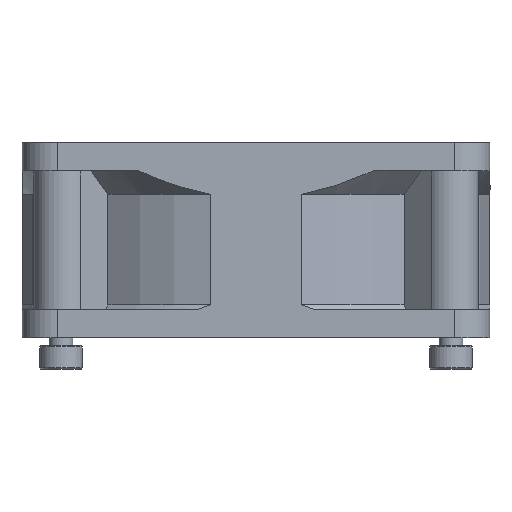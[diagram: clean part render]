
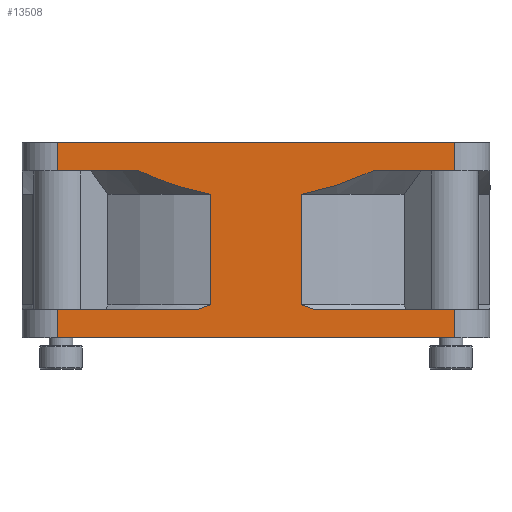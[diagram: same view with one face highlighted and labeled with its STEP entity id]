
A CAD part, front view. The second image highlights one B-rep face of the part: STEP entity #13508.
In plain terms, the highlighted planar face has unit normal (0, -1, 0).
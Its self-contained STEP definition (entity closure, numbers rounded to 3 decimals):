
#75=(
BOUNDED_CURVE()
B_SPLINE_CURVE(2,(#27887,#27888,#27889),.UNSPECIFIED.,.F.,.F.)
B_SPLINE_CURVE_WITH_KNOTS((3,3),(-1.048,-0.841),
 .UNSPECIFIED.)
CURVE()
GEOMETRIC_REPRESENTATION_ITEM()
RATIONAL_B_SPLINE_CURVE((1.056,1.053,1.049))
REPRESENTATION_ITEM('')
);
#111=(
BOUNDED_CURVE()
B_SPLINE_CURVE(2,(#29132,#29133,#29134),.UNSPECIFIED.,.F.,.F.)
B_SPLINE_CURVE_WITH_KNOTS((3,3),(0.,0.974),.UNSPECIFIED.)
CURVE()
GEOMETRIC_REPRESENTATION_ITEM()
RATIONAL_B_SPLINE_CURVE((1.,1.011,1.))
REPRESENTATION_ITEM('')
);
#115=(
BOUNDED_CURVE()
B_SPLINE_CURVE(2,(#29182,#29183,#29184),.UNSPECIFIED.,.F.,.F.)
B_SPLINE_CURVE_WITH_KNOTS((3,3),(0.,0.974),.UNSPECIFIED.)
CURVE()
GEOMETRIC_REPRESENTATION_ITEM()
RATIONAL_B_SPLINE_CURVE((1.,1.011,1.))
REPRESENTATION_ITEM('')
);
#621=LINE('',#27824,#1079);
#625=LINE('',#27846,#1083);
#628=LINE('',#27853,#1086);
#633=LINE('',#27922,#1091);
#638=LINE('',#27934,#1096);
#687=LINE('',#28136,#1145);
#688=LINE('',#28141,#1146);
#772=LINE('',#28978,#1230);
#788=LINE('',#29118,#1246);
#795=LINE('',#29175,#1253);
#803=LINE('',#29201,#1261);
#804=LINE('',#29203,#1262);
#1079=VECTOR('',#16082,1000.);
#1083=VECTOR('',#16104,1000.);
#1086=VECTOR('',#16111,1000.);
#1091=VECTOR('',#16148,1000.);
#1096=VECTOR('',#16159,1000.);
#1145=VECTOR('',#16276,1000.);
#1146=VECTOR('',#16281,1000.);
#1230=VECTOR('',#16547,1000.);
#1246=VECTOR('',#16645,10.);
#1253=VECTOR('',#16706,10.);
#1261=VECTOR('',#16734,1000.);
#1262=VECTOR('',#16737,10.);
#1855=PLANE('',#14621);
#2201=FACE_OUTER_BOUND('',#3013,.T.);
#3013=EDGE_LOOP('',(#10457,#10458,#10459,#10460,#10461,#10462,#10463,#10464,
#10465,#10466,#10467,#10468,#10469,#10470,#10471,#10472));
#4501=B_SPLINE_CURVE_WITH_KNOTS('',3,(#27967,#27968,#27969,#27970,#27971,
#27972,#27973),.UNSPECIFIED.,.F.,.F.,(4,3,4),(0.046,0.047,
0.048),.UNSPECIFIED.);
#5472=VERTEX_POINT('',#27821);
#5473=VERTEX_POINT('',#27823);
#5481=VERTEX_POINT('',#27843);
#5484=VERTEX_POINT('',#27850);
#5491=VERTEX_POINT('',#27878);
#5494=VERTEX_POINT('',#27885);
#5506=VERTEX_POINT('',#27926);
#5520=VERTEX_POINT('',#27962);
#5569=VERTEX_POINT('',#28133);
#5570=VERTEX_POINT('',#28135);
#5571=VERTEX_POINT('',#28139);
#5572=VERTEX_POINT('',#28140);
#5712=VERTEX_POINT('',#29115);
#5717=VERTEX_POINT('',#29130);
#5723=VERTEX_POINT('',#29170);
#5726=VERTEX_POINT('',#29181);
#7080=EDGE_CURVE('',#5473,#5472,#621,.T.);
#7091=EDGE_CURVE('',#5481,#5472,#625,.T.);
#7095=EDGE_CURVE('',#5484,#5473,#628,.T.);
#7106=EDGE_CURVE('',#5494,#5491,#75,.T.);
#7118=EDGE_CURVE('',#5491,#5481,#633,.T.);
#7125=EDGE_CURVE('',#5484,#5506,#638,.T.);
#7141=EDGE_CURVE('',#5506,#5520,#4501,.T.);
#7204=EDGE_CURVE('',#5570,#5569,#687,.T.);
#7206=EDGE_CURVE('',#5571,#5572,#688,.T.);
#7382=EDGE_CURVE('',#5570,#5571,#772,.T.);
#7426=EDGE_CURVE('',#5712,#5569,#788,.F.);
#7433=EDGE_CURVE('',#5717,#5712,#111,.T.);
#7451=EDGE_CURVE('',#5572,#5723,#795,.F.);
#7453=EDGE_CURVE('',#5723,#5726,#115,.T.);
#7462=EDGE_CURVE('',#5726,#5494,#803,.F.);
#7463=EDGE_CURVE('',#5520,#5717,#804,.T.);
#10457=ORIENTED_EDGE('',*,*,#7462,.F.);
#10458=ORIENTED_EDGE('',*,*,#7453,.F.);
#10459=ORIENTED_EDGE('',*,*,#7451,.F.);
#10460=ORIENTED_EDGE('',*,*,#7206,.F.);
#10461=ORIENTED_EDGE('',*,*,#7382,.F.);
#10462=ORIENTED_EDGE('',*,*,#7204,.T.);
#10463=ORIENTED_EDGE('',*,*,#7426,.F.);
#10464=ORIENTED_EDGE('',*,*,#7433,.F.);
#10465=ORIENTED_EDGE('',*,*,#7463,.F.);
#10466=ORIENTED_EDGE('',*,*,#7141,.F.);
#10467=ORIENTED_EDGE('',*,*,#7125,.F.);
#10468=ORIENTED_EDGE('',*,*,#7095,.T.);
#10469=ORIENTED_EDGE('',*,*,#7080,.T.);
#10470=ORIENTED_EDGE('',*,*,#7091,.F.);
#10471=ORIENTED_EDGE('',*,*,#7118,.F.);
#10472=ORIENTED_EDGE('',*,*,#7106,.F.);
#13508=ADVANCED_FACE('',(#2201),#1855,.F.);
#14621=AXIS2_PLACEMENT_3D('',#29202,#16735,#16736);
#16082=DIRECTION('',(1.,0.,0.));
#16104=DIRECTION('',(0.,0.,-1.));
#16111=DIRECTION('',(0.,0.,-1.));
#16148=DIRECTION('',(1.,0.,0.));
#16159=DIRECTION('',(1.,0.,0.));
#16276=DIRECTION('',(0.,0.,-1.));
#16281=DIRECTION('',(0.,0.,-1.));
#16547=DIRECTION('',(1.,0.,0.));
#16645=DIRECTION('',(1.,0.,0.));
#16706=DIRECTION('',(1.,0.,0.));
#16734=DIRECTION('',(0.,0.,1.));
#16735=DIRECTION('center_axis',(0.,1.,0.));
#16736=DIRECTION('ref_axis',(0.,0.,1.));
#16737=DIRECTION('',(0.,0.,1.));
#27821=CARTESIAN_POINT('',(30.623,-30.846,-14.649));
#27823=CARTESIAN_POINT('',(-20.377,-30.846,-14.649));
#27824=CARTESIAN_POINT('',(-20.377,-30.846,-14.649));
#27843=CARTESIAN_POINT('',(30.623,-30.846,-11.049));
#27846=CARTESIAN_POINT('',(30.623,-30.846,10.351));
#27850=CARTESIAN_POINT('',(-20.377,-30.846,-11.049));
#27853=CARTESIAN_POINT('',(-20.377,-30.846,10.351));
#27878=CARTESIAN_POINT('',(12.781,-30.846,-11.049));
#27885=CARTESIAN_POINT('',(10.894,-30.846,-10.414));
#27887=CARTESIAN_POINT('Ctrl Pts',(10.894,-30.846,-10.414));
#27888=CARTESIAN_POINT('Ctrl Pts',(11.831,-30.846,-10.687));
#27889=CARTESIAN_POINT('Ctrl Pts',(12.781,-30.846,-11.049));
#27922=CARTESIAN_POINT('',(-20.377,-30.846,-11.049));
#27926=CARTESIAN_POINT('',(-2.534,-30.846,-11.049));
#27934=CARTESIAN_POINT('',(-20.377,-30.846,-11.049));
#27962=CARTESIAN_POINT('',(-0.647,-30.846,-10.414));
#27967=CARTESIAN_POINT('Ctrl Pts',(-2.534,-30.846,-11.049));
#27968=CARTESIAN_POINT('Ctrl Pts',(-2.191,-30.846,
-10.918));
#27969=CARTESIAN_POINT('Ctrl Pts',(-1.846,-30.846,
-10.795));
#27970=CARTESIAN_POINT('Ctrl Pts',(-1.498,-30.846,
-10.679));
#27971=CARTESIAN_POINT('Ctrl Pts',(-1.216,-30.846,
-10.585));
#27972=CARTESIAN_POINT('Ctrl Pts',(-0.933,-30.846,
-10.497));
#27973=CARTESIAN_POINT('Ctrl Pts',(-0.647,-30.846,
-10.414));
#28133=CARTESIAN_POINT('',(-20.377,-30.846,6.751));
#28135=CARTESIAN_POINT('',(-20.377,-30.846,10.351));
#28136=CARTESIAN_POINT('',(-20.377,-30.846,10.351));
#28139=CARTESIAN_POINT('',(30.623,-30.846,10.351));
#28140=CARTESIAN_POINT('',(30.623,-30.846,6.751));
#28141=CARTESIAN_POINT('',(30.623,-30.846,10.351));
#28978=CARTESIAN_POINT('',(-20.377,-30.846,10.351));
#29115=CARTESIAN_POINT('',(-9.897,-30.846,6.751));
#29118=CARTESIAN_POINT('',(-21.968,-30.846,6.751));
#29130=CARTESIAN_POINT('',(-0.647,-30.846,3.751));
#29132=CARTESIAN_POINT('Ctrl Pts',(-0.647,-30.846,
3.751));
#29133=CARTESIAN_POINT('Ctrl Pts',(-5.056,-30.846,
4.584));
#29134=CARTESIAN_POINT('Ctrl Pts',(-9.897,-30.846,6.751));
#29170=CARTESIAN_POINT('',(20.143,-30.846,6.751));
#29175=CARTESIAN_POINT('',(-21.968,-30.846,6.751));
#29181=CARTESIAN_POINT('',(10.894,-30.846,3.751));
#29182=CARTESIAN_POINT('Ctrl Pts',(20.143,-30.846,6.751));
#29183=CARTESIAN_POINT('Ctrl Pts',(15.302,-30.846,4.584));
#29184=CARTESIAN_POINT('Ctrl Pts',(10.894,-30.846,3.751));
#29201=CARTESIAN_POINT('',(10.894,-30.846,-14.649));
#29202=CARTESIAN_POINT('Origin',(-20.377,-30.846,15.351));
#29203=CARTESIAN_POINT('',(-0.647,-30.846,-9.649));
